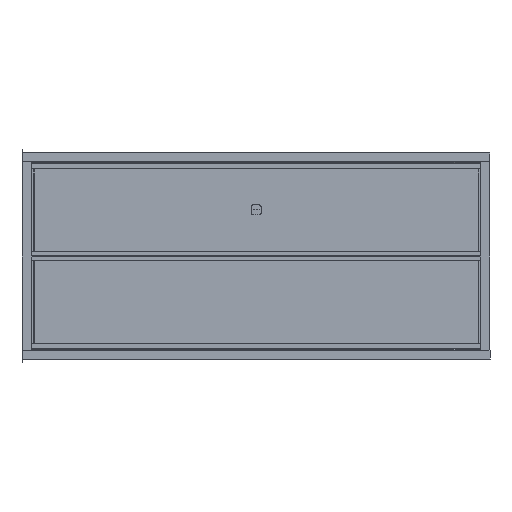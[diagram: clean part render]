
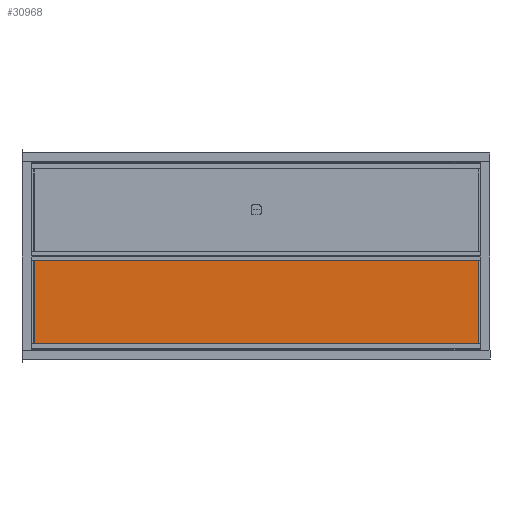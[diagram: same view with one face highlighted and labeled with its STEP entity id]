
A CAD part, front view. The second image highlights one B-rep face of the part: STEP entity #30968.
In plain terms, the highlighted face is planar.
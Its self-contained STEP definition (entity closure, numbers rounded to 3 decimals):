
#30837=DIRECTION('',(0.,-1.,0.));
#30838=VECTOR('',#30837,1862.);
#30839=CARTESIAN_POINT('',(0.,1862.,6.));
#30840=LINE('',#30839,#30838);
#30857=DIRECTION('',(-1.,0.,0.));
#30858=VECTOR('',#30857,356.);
#30859=CARTESIAN_POINT('',(356.,0.,6.));
#30860=LINE('',#30859,#30858);
#30861=DIRECTION('',(0.,-1.,0.));
#30862=VECTOR('',#30861,1862.);
#30863=CARTESIAN_POINT('',(356.,1862.,6.));
#30864=LINE('',#30863,#30862);
#30877=DIRECTION('',(-1.,0.,0.));
#30878=VECTOR('',#30877,356.);
#30879=CARTESIAN_POINT('',(356.,1862.,6.));
#30880=LINE('',#30879,#30878);
#30881=CARTESIAN_POINT('',(0.,0.,6.));
#30883=VERTEX_POINT('',#30881);
#30885=CARTESIAN_POINT('',(356.,0.,6.));
#30886=VERTEX_POINT('',#30885);
#30891=CARTESIAN_POINT('',(0.,1862.,6.));
#30892=VERTEX_POINT('',#30891);
#30895=CARTESIAN_POINT('',(356.,1862.,6.));
#30896=VERTEX_POINT('',#30895);
#30956=CARTESIAN_POINT('',(0.,0.,6.));
#30957=DIRECTION('',(0.,0.,1.));
#30958=DIRECTION('',(1.,0.,0.));
#30959=AXIS2_PLACEMENT_3D('',#30956,#30957,#30958);
#30960=PLANE('',#30959);
#30961=ORIENTED_EDGE('',*,*,#30904,.T.);
#30962=ORIENTED_EDGE('',*,*,#30923,.F.);
#30964=ORIENTED_EDGE('',*,*,#30963,.F.);
#30965=ORIENTED_EDGE('',*,*,#30948,.T.);
#30966=EDGE_LOOP('',(#30961,#30962,#30964,#30965));
#30967=FACE_OUTER_BOUND('',#30966,.F.);
#30904=EDGE_CURVE('',#30886,#30883,#30860,.T.);
#30923=EDGE_CURVE('',#30892,#30883,#30840,.T.);
#30948=EDGE_CURVE('',#30896,#30886,#30864,.T.);
#30963=EDGE_CURVE('',#30896,#30892,#30880,.T.);
#30968=ADVANCED_FACE('',(#30967),#30960,.T.);
